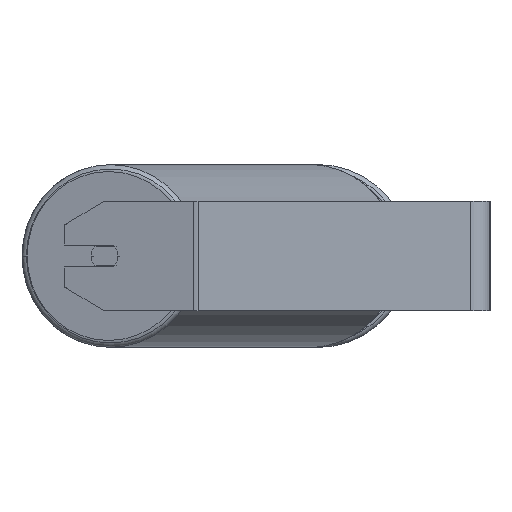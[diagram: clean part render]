
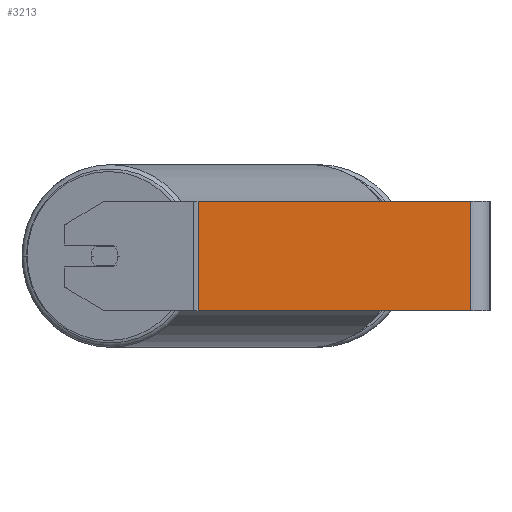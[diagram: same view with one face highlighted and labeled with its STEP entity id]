
A CAD part, left-side view. The second image highlights one B-rep face of the part: STEP entity #3213.
In plain terms, the highlighted planar face has unit normal (-1, 0, 0).
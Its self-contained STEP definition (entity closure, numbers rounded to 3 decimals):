
#17 = ORIENTED_EDGE ( 'NONE', *, *, #1038, .F. ) ;
#619 = VECTOR ( 'NONE', #1258, 1000. ) ;
#785 = CARTESIAN_POINT ( 'NONE',  ( -900., 212.153, 40. ) ) ;
#1038 = EDGE_CURVE ( 'NONE', #5865, #6696, #6706, .T. ) ;
#1258 = DIRECTION ( 'NONE',  ( 0., -1., 0. ) ) ;
#1499 = DIRECTION ( 'NONE',  ( 0., -1., 0. ) ) ;
#2012 = EDGE_LOOP ( 'NONE', ( #2953, #17, #7320, #4456 ) ) ;
#2462 = CARTESIAN_POINT ( 'NONE',  ( -900., 212.153, 40. ) ) ;
#2953 = ORIENTED_EDGE ( 'NONE', *, *, #5320, .T. ) ;
#2976 = PLANE ( 'NONE',  #7373 ) ;
#3058 = DIRECTION ( 'NONE',  ( 0., 0., -1. ) ) ;
#3213 = ADVANCED_FACE ( 'NONE', ( #6421 ), #2976, .F. ) ;
#3264 = DIRECTION ( 'NONE',  ( 0., 0., -1. ) ) ;
#3411 = CARTESIAN_POINT ( 'NONE',  ( -900., 213.996, 40. ) ) ;
#3604 = CARTESIAN_POINT ( 'NONE',  ( -900., 14., -40. ) ) ;
#4456 = ORIENTED_EDGE ( 'NONE', *, *, #4950, .T. ) ;
#4509 = VECTOR ( 'NONE', #3264, 1000. ) ;
#4625 = LINE ( 'NONE', #7318, #619 ) ;
#4637 = CARTESIAN_POINT ( 'NONE',  ( -900., 14., 40. ) ) ;
#4814 = LINE ( 'NONE', #785, #6692 ) ;
#4950 = EDGE_CURVE ( 'NONE', #7122, #7270, #4814, .T. ) ;
#5253 = CARTESIAN_POINT ( 'NONE',  ( -900., 212.153, -40. ) ) ;
#5320 = EDGE_CURVE ( 'NONE', #7270, #6696, #4625, .T. ) ;
#5865 = VERTEX_POINT ( 'NONE', #4637 ) ;
#6196 = LINE ( 'NONE', #3411, #8703 ) ;
#6421 = FACE_OUTER_BOUND ( 'NONE', #2012, .T. ) ;
#6692 = VECTOR ( 'NONE', #7501, 1000. ) ;
#6696 = VERTEX_POINT ( 'NONE', #3604 ) ;
#6706 = LINE ( 'NONE', #8204, #4509 ) ;
#7122 = VERTEX_POINT ( 'NONE', #2462 ) ;
#7270 = VERTEX_POINT ( 'NONE', #5253 ) ;
#7318 = CARTESIAN_POINT ( 'NONE',  ( -900., 213.996, -40. ) ) ;
#7320 = ORIENTED_EDGE ( 'NONE', *, *, #8551, .F. ) ;
#7373 = AXIS2_PLACEMENT_3D ( 'NONE', #8446, #8363, #3058 ) ;
#7501 = DIRECTION ( 'NONE',  ( 0., 0., -1. ) ) ;
#8204 = CARTESIAN_POINT ( 'NONE',  ( -900., 14., 40. ) ) ;
#8363 = DIRECTION ( 'NONE',  ( 1., 0., 0. ) ) ;
#8446 = CARTESIAN_POINT ( 'NONE',  ( -900., 213.996, 40. ) ) ;
#8551 = EDGE_CURVE ( 'NONE', #7122, #5865, #6196, .T. ) ;
#8703 = VECTOR ( 'NONE', #1499, 1000. ) ;
